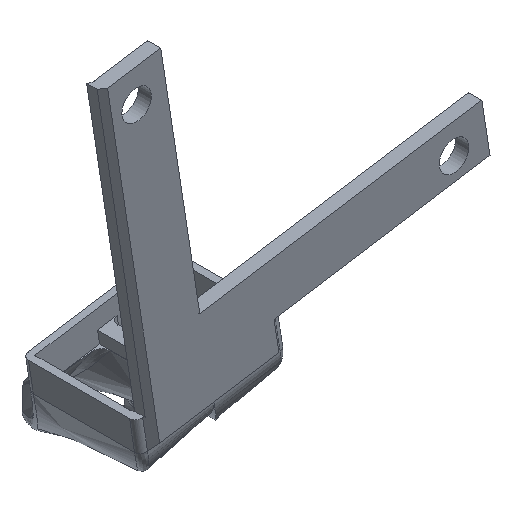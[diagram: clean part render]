
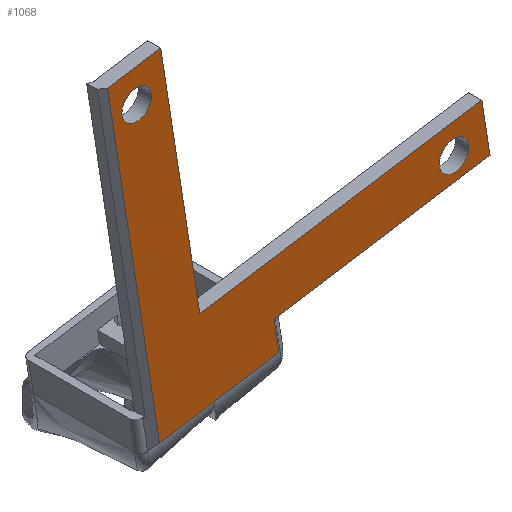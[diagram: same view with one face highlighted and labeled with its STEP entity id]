
A CAD part, isometric view. The second image highlights one B-rep face of the part: STEP entity #1068.
In plain terms, the highlighted planar face has unit normal (0, -1, 0).
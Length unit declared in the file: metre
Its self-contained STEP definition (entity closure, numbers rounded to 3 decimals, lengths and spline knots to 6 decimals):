
#110=CIRCLE('',#1148,0.00225);
#111=CIRCLE('',#1149,0.00225);
#158=ORIENTED_EDGE('',*,*,#481,.T.);
#159=ORIENTED_EDGE('',*,*,#482,.T.);
#160=ORIENTED_EDGE('',*,*,#475,.T.);
#161=ORIENTED_EDGE('',*,*,#483,.T.);
#162=ORIENTED_EDGE('',*,*,#484,.T.);
#163=ORIENTED_EDGE('',*,*,#485,.T.);
#164=ORIENTED_EDGE('',*,*,#486,.T.);
#165=ORIENTED_EDGE('',*,*,#463,.T.);
#166=ORIENTED_EDGE('',*,*,#469,.T.);
#167=ORIENTED_EDGE('',*,*,#472,.T.);
#463=EDGE_CURVE('',#627,#628,#728,.T.);
#469=EDGE_CURVE('',#628,#631,#734,.F.);
#472=EDGE_CURVE('',#631,#633,#737,.F.);
#475=EDGE_CURVE('',#633,#636,#740,.T.);
#481=EDGE_CURVE('',#640,#640,#110,.T.);
#482=EDGE_CURVE('',#641,#641,#111,.T.);
#483=EDGE_CURVE('',#636,#642,#745,.T.);
#484=EDGE_CURVE('',#642,#643,#746,.T.);
#485=EDGE_CURVE('',#643,#644,#747,.T.);
#486=EDGE_CURVE('',#644,#627,#748,.T.);
#627=VERTEX_POINT('',#1411);
#628=VERTEX_POINT('',#1412);
#631=VERTEX_POINT('',#1421);
#633=VERTEX_POINT('',#1427);
#636=VERTEX_POINT('',#1434);
#640=VERTEX_POINT('',#1447);
#641=VERTEX_POINT('',#1449);
#642=VERTEX_POINT('',#1451);
#643=VERTEX_POINT('',#1453);
#644=VERTEX_POINT('',#1455);
#728=LINE('',#1410,#812);
#734=LINE('',#1422,#818);
#737=LINE('',#1428,#821);
#740=LINE('',#1435,#824);
#745=LINE('',#1450,#829);
#746=LINE('',#1452,#830);
#747=LINE('',#1454,#831);
#748=LINE('',#1456,#832);
#812=VECTOR('',#1208,1.);
#818=VECTOR('',#1216,1.);
#821=VECTOR('',#1221,1.);
#824=VECTOR('',#1226,1.);
#829=VECTOR('',#1241,1.);
#830=VECTOR('',#1242,1.);
#831=VECTOR('',#1243,1.);
#832=VECTOR('',#1244,1.);
#899=EDGE_LOOP('',(#158));
#900=EDGE_LOOP('',(#159));
#901=EDGE_LOOP('',(#160,#161,#162,#163,#164,#165,#166,#167));
#971=FACE_BOUND('',#899,.T.);
#972=FACE_BOUND('',#900,.T.);
#973=FACE_BOUND('',#901,.T.);
#1043=PLANE('',#1147);
#1068=ADVANCED_FACE('',(#971,#972,#973),#1043,.F.);
#1147=AXIS2_PLACEMENT_3D('',#1445,#1235,#1236);
#1148=AXIS2_PLACEMENT_3D('',#1446,#1237,#1238);
#1149=AXIS2_PLACEMENT_3D('',#1448,#1239,#1240);
#1208=DIRECTION('',(-0.154,0.,0.988));
#1216=DIRECTION('',(0.988,0.,0.154));
#1221=DIRECTION('',(0.154,0.,-0.988));
#1226=DIRECTION('',(-0.988,0.,-0.154));
#1235=DIRECTION('',(0.,1.,0.));
#1236=DIRECTION('',(-1.,0.,0.));
#1237=DIRECTION('',(0.,1.,0.));
#1238=DIRECTION('',(-1.,0.,0.));
#1239=DIRECTION('',(0.,1.,0.));
#1240=DIRECTION('',(-1.,0.,0.));
#1241=DIRECTION('',(0.154,0.,-0.988));
#1242=DIRECTION('',(0.988,0.,0.154));
#1243=DIRECTION('',(-0.154,0.,0.988));
#1244=DIRECTION('',(0.988,0.,0.154));
#1410=CARTESIAN_POINT('',(0.029807,-0.0592,-0.024091));
#1411=CARTESIAN_POINT('',(0.029652,-0.0592,-0.023103));
#1412=CARTESIAN_POINT('',(0.028419,-0.0592,-0.015198));
#1421=CARTESIAN_POINT('',(-0.014561,-0.0592,-0.021906));
#1422=CARTESIAN_POINT('',(0.027996,-0.0592,-0.015264));
#1427=CARTESIAN_POINT('',(-0.020497,-0.0592,0.016134));
#1428=CARTESIAN_POINT('',(-0.016391,-0.0592,-0.01018));
#1434=CARTESIAN_POINT('',(-0.028599,-0.0592,0.01487));
#1435=CARTESIAN_POINT('',(-0.020497,-0.0592,0.016134));
#1445=CARTESIAN_POINT('',(0.,-0.0592,0.));
#1446=CARTESIAN_POINT('',(-0.024172,-0.0592,0.0105));
#1447=CARTESIAN_POINT('',(-0.026422,-0.0592,0.0105));
#1448=CARTESIAN_POINT('',(0.024172,-0.0592,-0.020415));
#1449=CARTESIAN_POINT('',(0.021922,-0.0592,-0.020415));
#1450=CARTESIAN_POINT('',(-0.025654,-0.0592,-0.004003));
#1451=CARTESIAN_POINT('',(-0.020674,-0.0592,-0.035916));
#1452=CARTESIAN_POINT('',(-0.001506,-0.0592,-0.032924));
#1453=CARTESIAN_POINT('',(-0.002494,-0.0592,-0.033079));
#1454=CARTESIAN_POINT('',(-0.007474,-0.0592,-0.001166));
#1455=CARTESIAN_POINT('',(-0.003249,-0.0592,-0.028237));
#1456=CARTESIAN_POINT('',(0.004225,-0.0592,-0.027071));
